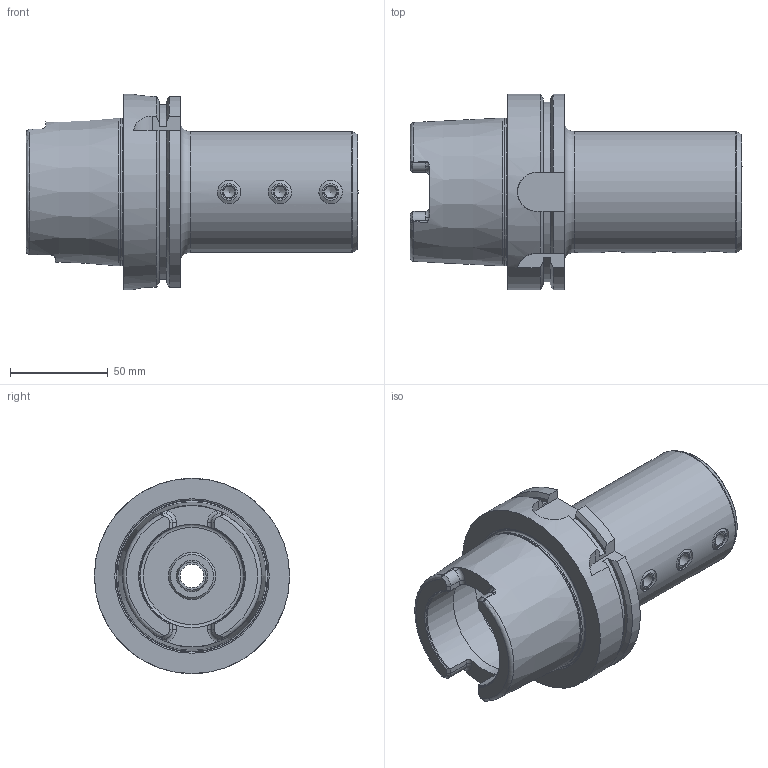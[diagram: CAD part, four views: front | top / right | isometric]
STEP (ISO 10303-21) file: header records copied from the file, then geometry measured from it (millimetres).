
FILE_DESCRIPTION((''),'2;1');
FILE_NAME('591077025120-3D.stp','2021-10-05T14:32:54',('nttooll'),(''),'Autodesk Inventor 2012','Autodesk Inventor 2012','');
FILE_SCHEMA(('AUTOMOTIVE_DESIGN { 1 0 10303 214 1 1 1 1 }'));
Length unit declared in the file: millimetre
Products named in the file (1): 591077025120-3D
Bounding box: 170 x 100 x 100 mm (x, y, z)
Volume: 492225.3 mm3; surface area: 77826.6 mm2
Topology: 1 solids, 1 shells, 155 faces, 367 edges, 226 vertices
Faces by surface type: cylinder 49, plane 49, cone 36, torus 21
Full cylindrical faces by diameter (mm): 6 x3, 6.928 x3, 8.5 x3, 12 x7, 15.3 x1, 16 x1, 24 x1, 25 x1, 25.4 x1, 53 x1, 53.8 x1, 62 x1, 63 x1, 75.3 x1, 100 x1
Entity records: 4417 total; most frequent: CARTESIAN_POINT 1145, DIRECTION 699, ORIENTED_EDGE 590, AXIS2_PLACEMENT_3D 302, EDGE_CURVE 295, EDGE_LOOP 229, VERTEX_POINT 214, FACE_OUTER_BOUND 155
